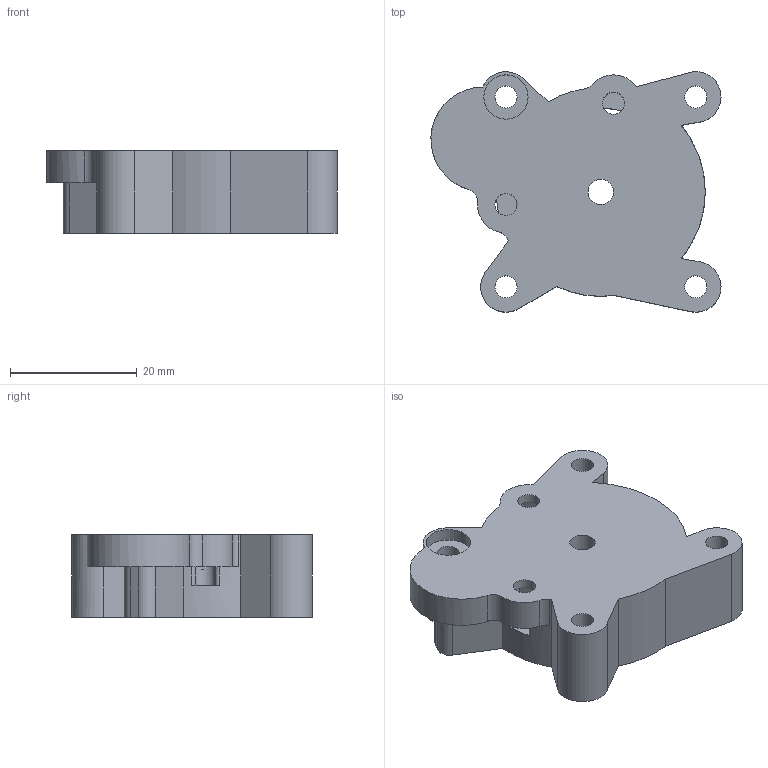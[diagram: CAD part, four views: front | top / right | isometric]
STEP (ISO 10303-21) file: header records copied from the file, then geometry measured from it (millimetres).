
FILE_DESCRIPTION(('STEP AP214'),'1');
FILE_NAME('Base Mount V1.1.stp','2018-02-04T06:47:14',(' '),(' '),'Spatial InterOp 3D',' ',' ');
FILE_SCHEMA(('automotive_design'));
Length unit declared in the file: millimetre
Products named in the file (1): Base
Bounding box: 45.86 x 38 x 13 mm (x, y, z)
Volume: 10061.1 mm3; surface area: 6156.3 mm2
Topology: 1 solids, 1 shells, 70 faces, 195 edges, 131 vertices
Faces by surface type: plane 39, cylinder 31
Full cylindrical faces by diameter (mm): 3.5 x8, 4 x1, 7 x1, 17.032 x1
Entity records: 2782 total; most frequent: DIRECTION 396, CARTESIAN_POINT 376, ORIENTED_EDGE 358, EDGE_CURVE 179, AXIS2_PLACEMENT_3D 146, VERTEX_POINT 126, LINE 104, VECTOR 104
